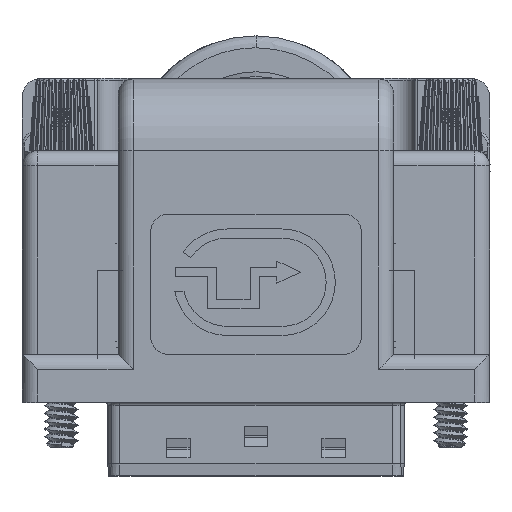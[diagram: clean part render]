
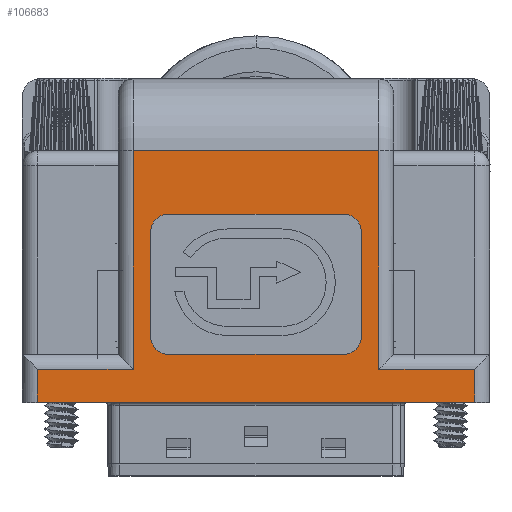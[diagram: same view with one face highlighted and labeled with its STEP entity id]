
A CAD part, top view. The second image highlights one B-rep face of the part: STEP entity #106683.
In plain terms, the highlighted face is planar.
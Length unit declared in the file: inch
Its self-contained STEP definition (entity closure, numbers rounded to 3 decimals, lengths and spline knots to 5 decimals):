
#1865 = FACE_BOUND ( 'NONE', #12952, .T. ) ;
#1869 = FACE_OUTER_BOUND ( 'NONE', #12945, .T. ) ;
#3613 = VERTEX_POINT ( 'NONE', #48251 ) ;
#3656 = VERTEX_POINT ( 'NONE', #48264 ) ;
#3660 = VERTEX_POINT ( 'NONE', #48265 ) ;
#3690 = VERTEX_POINT ( 'NONE', #48274 ) ;
#3693 = VERTEX_POINT ( 'NONE', #48275 ) ;
#3698 = VERTEX_POINT ( 'NONE', #48276 ) ;
#3703 = VERTEX_POINT ( 'NONE', #48277 ) ;
#3707 = VERTEX_POINT ( 'NONE', #48278 ) ;
#3710 = VERTEX_POINT ( 'NONE', #48279 ) ;
#3712 = VERTEX_POINT ( 'NONE', #48280 ) ;
#3719 = VERTEX_POINT ( 'NONE', #48282 ) ;
#3722 = VERTEX_POINT ( 'NONE', #48283 ) ;
#3725 = VERTEX_POINT ( 'NONE', #48284 ) ;
#3728 = VERTEX_POINT ( 'NONE', #48285 ) ;
#3731 = VERTEX_POINT ( 'NONE', #48286 ) ;
#3736 = VERTEX_POINT ( 'NONE', #48287 ) ;
#6023 = DIRECTION ( 'NONE',  ( 0., 1., 0. ) ) ;
#6027 = CARTESIAN_POINT ( 'NONE',  ( 0.76772, -0.30709, 1.06299 ) ) ;
#6030 = PLANE ( 'NONE',  #100424 ) ;
#6034 = DIRECTION ( 'NONE',  ( -1., 0., 0. ) ) ;
#11581 = ORIENTED_EDGE ( 'NONE', *, *, #17706, .T. ) ;
#11584 = ORIENTED_EDGE ( 'NONE', *, *, #17707, .T. ) ;
#11586 = ORIENTED_EDGE ( 'NONE', *, *, #17708, .T. ) ;
#11589 = ORIENTED_EDGE ( 'NONE', *, *, #17709, .T. ) ;
#11591 = ORIENTED_EDGE ( 'NONE', *, *, #17710, .T. ) ;
#11594 = ORIENTED_EDGE ( 'NONE', *, *, #17711, .T. ) ;
#11596 = ORIENTED_EDGE ( 'NONE', *, *, #17712, .T. ) ;
#11599 = ORIENTED_EDGE ( 'NONE', *, *, #17713, .T. ) ;
#11601 = ORIENTED_EDGE ( 'NONE', *, *, #17714, .T. ) ;
#11604 = ORIENTED_EDGE ( 'NONE', *, *, #17715, .T. ) ;
#11606 = ORIENTED_EDGE ( 'NONE', *, *, #17716, .T. ) ;
#11609 = ORIENTED_EDGE ( 'NONE', *, *, #17717, .T. ) ;
#11611 = ORIENTED_EDGE ( 'NONE', *, *, #17718, .T. ) ;
#11614 = ORIENTED_EDGE ( 'NONE', *, *, #17719, .T. ) ;
#11616 = ORIENTED_EDGE ( 'NONE', *, *, #17720, .T. ) ;
#11619 = ORIENTED_EDGE ( 'NONE', *, *, #17721, .T. ) ;
#12945 = EDGE_LOOP ( 'NONE', ( #11601, #11604, #11606, #11609, #11611, #11614, #11616, #11619 ) ) ;
#12952 = EDGE_LOOP ( 'NONE', ( #11581, #11584, #11586, #11589, #11591, #11594, #11596, #11599 ) ) ;
#17706 = EDGE_CURVE ( 'NONE', #3656, #3660, #57279, .T. ) ;
#17707 = EDGE_CURVE ( 'NONE', #3660, #3690, #57253, .T. ) ;
#17708 = EDGE_CURVE ( 'NONE', #3690, #3693, #57285, .T. ) ;
#17709 = EDGE_CURVE ( 'NONE', #3693, #3698, #57289, .T. ) ;
#17710 = EDGE_CURVE ( 'NONE', #3698, #3703, #57290, .T. ) ;
#17711 = EDGE_CURVE ( 'NONE', #3703, #3707, #57294, .T. ) ;
#17712 = EDGE_CURVE ( 'NONE', #3707, #3710, #57296, .T. ) ;
#17713 = EDGE_CURVE ( 'NONE', #3710, #3656, #57300, .T. ) ;
#17714 = EDGE_CURVE ( 'NONE', #3613, #3712, #57302, .T. ) ;
#17715 = EDGE_CURVE ( 'NONE', #3712, #3719, #57283, .T. ) ;
#17716 = EDGE_CURVE ( 'NONE', #3719, #3722, #57309, .T. ) ;
#17717 = EDGE_CURVE ( 'NONE', #3722, #3725, #57313, .T. ) ;
#17718 = EDGE_CURVE ( 'NONE', #3725, #3728, #57317, .T. ) ;
#17719 = EDGE_CURVE ( 'NONE', #3728, #3731, #57320, .T. ) ;
#17720 = EDGE_CURVE ( 'NONE', #3731, #3736, #57324, .T. ) ;
#17721 = EDGE_CURVE ( 'NONE', #3736, #3613, #57328, .T. ) ;
#48251 = CARTESIAN_POINT ( 'NONE',  ( 0.40354, -0.30709, 0.10827 ) ) ;
#48264 = CARTESIAN_POINT ( 'NONE',  ( -0.2874, -0.30709, 0.15748 ) ) ;
#48265 = CARTESIAN_POINT ( 'NONE',  ( -0.34646, -0.30709, 0.21654 ) ) ;
#48274 = CARTESIAN_POINT ( 'NONE',  ( -0.34646, -0.30709, 0.55906 ) ) ;
#48275 = CARTESIAN_POINT ( 'NONE',  ( -0.2874, -0.30709, 0.61811 ) ) ;
#48276 = CARTESIAN_POINT ( 'NONE',  ( 0.2874, -0.30709, 0.61811 ) ) ;
#48277 = CARTESIAN_POINT ( 'NONE',  ( 0.34646, -0.30709, 0.55906 ) ) ;
#48278 = CARTESIAN_POINT ( 'NONE',  ( 0.34646, -0.30709, 0.21654 ) ) ;
#48279 = CARTESIAN_POINT ( 'NONE',  ( 0.2874, -0.30709, 0.15748 ) ) ;
#48280 = CARTESIAN_POINT ( 'NONE',  ( 0.40354, -0.30709, 0.82677 ) ) ;
#48282 = CARTESIAN_POINT ( 'NONE',  ( -0.40354, -0.30709, 0.82677 ) ) ;
#48283 = CARTESIAN_POINT ( 'NONE',  ( -0.40354, -0.30709, 0.10827 ) ) ;
#48284 = CARTESIAN_POINT ( 'NONE',  ( -0.7185, -0.30709, 0.10827 ) ) ;
#48285 = CARTESIAN_POINT ( 'NONE',  ( -0.7185, -0.30709, 0. ) ) ;
#48286 = CARTESIAN_POINT ( 'NONE',  ( 0.7185, -0.30709, 0. ) ) ;
#48287 = CARTESIAN_POINT ( 'NONE',  ( 0.7185, -0.30709, 0.10827 ) ) ;
#57253 = LINE ( 'NONE', #63219, #57287 ) ;
#57279 = CIRCLE ( 'NONE', #57669, 0.05906 ) ;
#57283 = LINE ( 'NONE', #63239, #57311 ) ;
#57285 = CIRCLE ( 'NONE', #57670, 0.05906 ) ;
#57287 = VECTOR ( 'NONE', #63198, 39.37008 ) ;
#57289 = LINE ( 'NONE', #63218, #57292 ) ;
#57290 = CIRCLE ( 'NONE', #57671, 0.05906 ) ;
#57292 = VECTOR ( 'NONE', #63216, 39.37008 ) ;
#57294 = LINE ( 'NONE', #63225, #57298 ) ;
#57296 = CIRCLE ( 'NONE', #57672, 0.05906 ) ;
#57298 = VECTOR ( 'NONE', #63226, 39.37008 ) ;
#57300 = LINE ( 'NONE', #63230, #57304 ) ;
#57302 = LINE ( 'NONE', #63244, #57307 ) ;
#57304 = VECTOR ( 'NONE', #63231, 39.37008 ) ;
#57307 = VECTOR ( 'NONE', #63247, 39.37008 ) ;
#57309 = LINE ( 'NONE', #63249, #57315 ) ;
#57311 = VECTOR ( 'NONE', #63248, 39.37008 ) ;
#57313 = LINE ( 'NONE', #63253, #57319 ) ;
#57315 = VECTOR ( 'NONE', #63252, 39.37008 ) ;
#57317 = LINE ( 'NONE', #63255, #57322 ) ;
#57319 = VECTOR ( 'NONE', #63254, 39.37008 ) ;
#57320 = LINE ( 'NONE', #63257, #57326 ) ;
#57322 = VECTOR ( 'NONE', #63256, 39.37008 ) ;
#57324 = LINE ( 'NONE', #63259, #57330 ) ;
#57326 = VECTOR ( 'NONE', #63258, 39.37008 ) ;
#57328 = LINE ( 'NONE', #63261, #57334 ) ;
#57330 = VECTOR ( 'NONE', #63260, 39.37008 ) ;
#57334 = VECTOR ( 'NONE', #63263, 39.37008 ) ;
#57669 = AXIS2_PLACEMENT_3D ( 'NONE', #63220, #63221, #63222 ) ;
#57670 = AXIS2_PLACEMENT_3D ( 'NONE', #63227, #63228, #63229 ) ;
#57671 = AXIS2_PLACEMENT_3D ( 'NONE', #63232, #63233, #63234 ) ;
#57672 = AXIS2_PLACEMENT_3D ( 'NONE', #63240, #63242, #63243 ) ;
#63198 = DIRECTION ( 'NONE',  ( 0., 0., 1. ) ) ;
#63216 = DIRECTION ( 'NONE',  ( 1., 0., 0. ) ) ;
#63218 = CARTESIAN_POINT ( 'NONE',  ( -0.2874, -0.30709, 0.61811 ) ) ;
#63219 = CARTESIAN_POINT ( 'NONE',  ( -0.34646, -0.30709, 0.55906 ) ) ;
#63220 = CARTESIAN_POINT ( 'NONE',  ( -0.2874, -0.30709, 0.21654 ) ) ;
#63221 = DIRECTION ( 'NONE',  ( 0., 1., 0. ) ) ;
#63222 = DIRECTION ( 'NONE',  ( 1., 0., 0. ) ) ;
#63225 = CARTESIAN_POINT ( 'NONE',  ( 0.34646, -0.30709, 0.55906 ) ) ;
#63226 = DIRECTION ( 'NONE',  ( 0., 0., -1. ) ) ;
#63227 = CARTESIAN_POINT ( 'NONE',  ( -0.2874, -0.30709, 0.55906 ) ) ;
#63228 = DIRECTION ( 'NONE',  ( 0., 1., 0. ) ) ;
#63229 = DIRECTION ( 'NONE',  ( 1., 0., 0. ) ) ;
#63230 = CARTESIAN_POINT ( 'NONE',  ( -0.2874, -0.30709, 0.15748 ) ) ;
#63231 = DIRECTION ( 'NONE',  ( -1., 0., 0. ) ) ;
#63232 = CARTESIAN_POINT ( 'NONE',  ( 0.2874, -0.30709, 0.55906 ) ) ;
#63233 = DIRECTION ( 'NONE',  ( 0., 1., 0. ) ) ;
#63234 = DIRECTION ( 'NONE',  ( -1., 0., 0. ) ) ;
#63239 = CARTESIAN_POINT ( 'NONE',  ( 0.76772, -0.30709, 0.82677 ) ) ;
#63240 = CARTESIAN_POINT ( 'NONE',  ( 0.2874, -0.30709, 0.21654 ) ) ;
#63242 = DIRECTION ( 'NONE',  ( 0., 1., 0. ) ) ;
#63243 = DIRECTION ( 'NONE',  ( 1., 0., 0. ) ) ;
#63244 = CARTESIAN_POINT ( 'NONE',  ( 0.40354, -0.30709, 1.06299 ) ) ;
#63247 = DIRECTION ( 'NONE',  ( 0., 0., 1. ) ) ;
#63248 = DIRECTION ( 'NONE',  ( -1., 0., 0. ) ) ;
#63249 = CARTESIAN_POINT ( 'NONE',  ( -0.40354, -0.30709, 1.06299 ) ) ;
#63252 = DIRECTION ( 'NONE',  ( 0., 0., -1. ) ) ;
#63253 = CARTESIAN_POINT ( 'NONE',  ( 0.76772, -0.30709, 0.10827 ) ) ;
#63254 = DIRECTION ( 'NONE',  ( -1., 0., 0. ) ) ;
#63255 = CARTESIAN_POINT ( 'NONE',  ( -0.7185, -0.30709, 1.06299 ) ) ;
#63256 = DIRECTION ( 'NONE',  ( 0., 0., -1. ) ) ;
#63257 = CARTESIAN_POINT ( 'NONE',  ( 0.76772, -0.30709, 0. ) ) ;
#63258 = DIRECTION ( 'NONE',  ( 1., 0., 0. ) ) ;
#63259 = CARTESIAN_POINT ( 'NONE',  ( 0.7185, -0.30709, 1.06299 ) ) ;
#63260 = DIRECTION ( 'NONE',  ( 0., 0., 1. ) ) ;
#63261 = CARTESIAN_POINT ( 'NONE',  ( 0.76772, -0.30709, 0.10827 ) ) ;
#63263 = DIRECTION ( 'NONE',  ( -1., 0., 0. ) ) ;
#100424 = AXIS2_PLACEMENT_3D ( 'NONE', #6027, #6023, #6034 ) ;
#106683 = ADVANCED_FACE ( 'NONE', ( #1865, #1869 ), #6030, .F. ) ;
